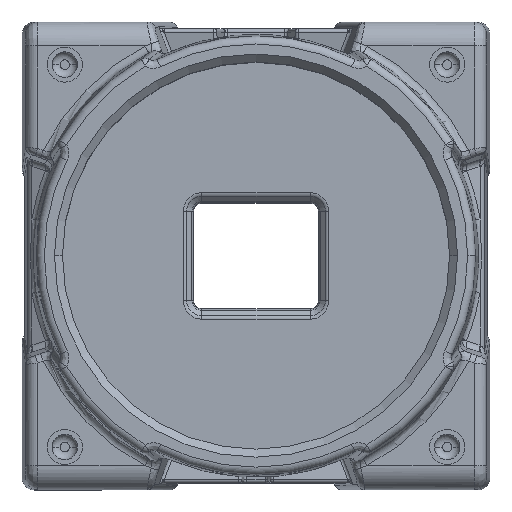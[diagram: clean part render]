
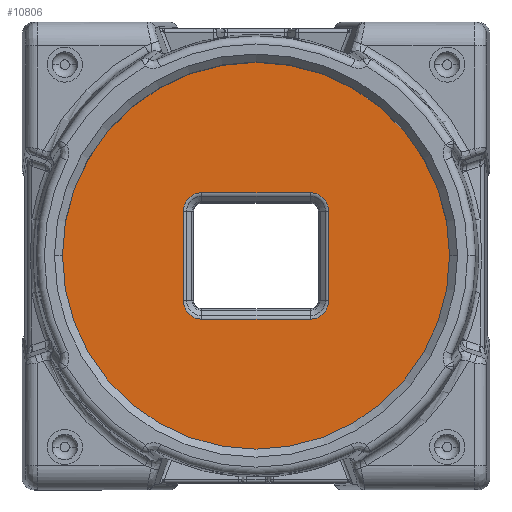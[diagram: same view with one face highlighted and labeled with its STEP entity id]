
A CAD part, top view. The second image highlights one B-rep face of the part: STEP entity #10806.
In plain terms, the highlighted planar face has unit normal (0, 0, 1).
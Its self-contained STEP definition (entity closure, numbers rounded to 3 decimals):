
#202 = DIRECTION ( 'NONE',  ( 1., 0., 0. ) ) ;
#440 = DIRECTION ( 'NONE',  ( 1., 0., 0. ) ) ;
#498 = EDGE_CURVE ( 'NONE', #9189, #8934, #10139, .T. ) ;
#923 = FACE_OUTER_BOUND ( 'NONE', #15115, .T. ) ;
#931 = VERTEX_POINT ( 'NONE', #1270 ) ;
#1270 = CARTESIAN_POINT ( 'NONE',  ( 4.568, 2.8, 7.9 ) ) ;
#1639 = LINE ( 'NONE', #18116, #11605 ) ;
#1696 = AXIS2_PLACEMENT_3D ( 'NONE', #12202, #10433, #7164 ) ;
#1968 = AXIS2_PLACEMENT_3D ( 'NONE', #14245, #17158, #18992 ) ;
#2035 = VERTEX_POINT ( 'NONE', #17610 ) ;
#2355 = VERTEX_POINT ( 'NONE', #14839 ) ;
#2380 = CIRCLE ( 'NONE', #16766, 1.168 ) ;
#2539 = EDGE_CURVE ( 'NONE', #17556, #6393, #7242, .T. ) ;
#2590 = FACE_BOUND ( 'NONE', #14157, .T. ) ;
#2957 = EDGE_CURVE ( 'NONE', #2355, #3940, #10924, .T. ) ;
#3044 = EDGE_CURVE ( 'NONE', #18338, #2035, #1639, .T. ) ;
#3111 = DIRECTION ( 'NONE',  ( 0., 0., 1. ) ) ;
#3193 = ORIENTED_EDGE ( 'NONE', *, *, #9558, .T. ) ;
#3346 = CIRCLE ( 'NONE', #10725, 12.15 ) ;
#3559 = ORIENTED_EDGE ( 'NONE', *, *, #11865, .T. ) ;
#3576 = PLANE ( 'NONE',  #1968 ) ;
#3899 = DIRECTION ( 'NONE',  ( 1., 0., 0. ) ) ;
#3940 = VERTEX_POINT ( 'NONE', #16790 ) ;
#4607 = VECTOR ( 'NONE', #19748, 1000. ) ;
#5032 = CARTESIAN_POINT ( 'NONE',  ( 4.568, 0., 7.9 ) ) ;
#6393 = VERTEX_POINT ( 'NONE', #9854 ) ;
#6865 = DIRECTION ( 'NONE',  ( 0., 0., -1. ) ) ;
#7164 = DIRECTION ( 'NONE',  ( 1., 0., 0. ) ) ;
#7242 = CIRCLE ( 'NONE', #10269, 1.168 ) ;
#7551 = CARTESIAN_POINT ( 'NONE',  ( -3.4, -3.968, 7.9 ) ) ;
#8174 = LINE ( 'NONE', #5032, #4607 ) ;
#8802 = DIRECTION ( 'NONE',  ( 0., 1., 0. ) ) ;
#8839 = VECTOR ( 'NONE', #8802, 1000. ) ;
#8924 = DIRECTION ( 'NONE',  ( 0., 0., 1. ) ) ;
#8934 = VERTEX_POINT ( 'NONE', #18845 ) ;
#9189 = VERTEX_POINT ( 'NONE', #19954 ) ;
#9313 = CARTESIAN_POINT ( 'NONE',  ( 0., 0., 7.9 ) ) ;
#9558 = EDGE_CURVE ( 'NONE', #13654, #18338, #2380, .T. ) ;
#9854 = CARTESIAN_POINT ( 'NONE',  ( -4.568, -2.8, 7.9 ) ) ;
#10044 = DIRECTION ( 'NONE',  ( 1., 0., 0. ) ) ;
#10139 = CIRCLE ( 'NONE', #14166, 12.15 ) ;
#10269 = AXIS2_PLACEMENT_3D ( 'NONE', #20812, #12719, #202 ) ;
#10433 = DIRECTION ( 'NONE',  ( 0., 0., -1. ) ) ;
#10434 = ORIENTED_EDGE ( 'NONE', *, *, #12356, .T. ) ;
#10439 = ORIENTED_EDGE ( 'NONE', *, *, #2957, .T. ) ;
#10725 = AXIS2_PLACEMENT_3D ( 'NONE', #18592, #8924, #3899 ) ;
#10806 = ADVANCED_FACE ( 'NONE', ( #2590, #923 ), #3576, .T. ) ;
#10924 = CIRCLE ( 'NONE', #16612, 1.168 ) ;
#11070 = ORIENTED_EDGE ( 'NONE', *, *, #498, .T. ) ;
#11589 = CARTESIAN_POINT ( 'NONE',  ( -3.4, 2.8, 7.9 ) ) ;
#11605 = VECTOR ( 'NONE', #13291, 1000. ) ;
#11615 = CARTESIAN_POINT ( 'NONE',  ( 0., -3.968, 7.9 ) ) ;
#11865 = EDGE_CURVE ( 'NONE', #2035, #931, #18796, .T. ) ;
#12202 = CARTESIAN_POINT ( 'NONE',  ( 3.4, 2.8, 7.9 ) ) ;
#12356 = EDGE_CURVE ( 'NONE', #3940, #17556, #14648, .T. ) ;
#12719 = DIRECTION ( 'NONE',  ( 0., 0., -1. ) ) ;
#12841 = DIRECTION ( 'NONE',  ( 0., 0., -1. ) ) ;
#13291 = DIRECTION ( 'NONE',  ( 1., 0., 0. ) ) ;
#13452 = CARTESIAN_POINT ( 'NONE',  ( -3.4, 3.968, 7.9 ) ) ;
#13654 = VERTEX_POINT ( 'NONE', #20450 ) ;
#14157 = EDGE_LOOP ( 'NONE', ( #10434, #15355, #18579, #3193, #15662, #3559, #18835, #10439 ) ) ;
#14166 = AXIS2_PLACEMENT_3D ( 'NONE', #9313, #3111, #10044 ) ;
#14245 = CARTESIAN_POINT ( 'NONE',  ( 0., 0., 7.9 ) ) ;
#14339 = CARTESIAN_POINT ( 'NONE',  ( 3.4, -2.8, 7.9 ) ) ;
#14541 = DIRECTION ( 'NONE',  ( 1., 0., 0. ) ) ;
#14648 = LINE ( 'NONE', #11615, #19502 ) ;
#14839 = CARTESIAN_POINT ( 'NONE',  ( 4.568, -2.8, 7.9 ) ) ;
#15115 = EDGE_LOOP ( 'NONE', ( #15747, #11070 ) ) ;
#15355 = ORIENTED_EDGE ( 'NONE', *, *, #2539, .T. ) ;
#15662 = ORIENTED_EDGE ( 'NONE', *, *, #3044, .T. ) ;
#15747 = ORIENTED_EDGE ( 'NONE', *, *, #17584, .T. ) ;
#16612 = AXIS2_PLACEMENT_3D ( 'NONE', #14339, #6865, #14541 ) ;
#16766 = AXIS2_PLACEMENT_3D ( 'NONE', #11589, #12841, #440 ) ;
#16790 = CARTESIAN_POINT ( 'NONE',  ( 3.4, -3.968, 7.9 ) ) ;
#16801 = EDGE_CURVE ( 'NONE', #931, #2355, #8174, .T. ) ;
#16873 = LINE ( 'NONE', #20378, #8839 ) ;
#17158 = DIRECTION ( 'NONE',  ( 0., 0., 1. ) ) ;
#17556 = VERTEX_POINT ( 'NONE', #7551 ) ;
#17584 = EDGE_CURVE ( 'NONE', #8934, #9189, #3346, .T. ) ;
#17610 = CARTESIAN_POINT ( 'NONE',  ( 3.4, 3.968, 7.9 ) ) ;
#18116 = CARTESIAN_POINT ( 'NONE',  ( 0., 3.968, 7.9 ) ) ;
#18338 = VERTEX_POINT ( 'NONE', #13452 ) ;
#18579 = ORIENTED_EDGE ( 'NONE', *, *, #19437, .T. ) ;
#18592 = CARTESIAN_POINT ( 'NONE',  ( 0., 0., 7.9 ) ) ;
#18796 = CIRCLE ( 'NONE', #1696, 1.168 ) ;
#18835 = ORIENTED_EDGE ( 'NONE', *, *, #16801, .T. ) ;
#18845 = CARTESIAN_POINT ( 'NONE',  ( 12.15, 0., 7.9 ) ) ;
#18992 = DIRECTION ( 'NONE',  ( 1., 0., 0. ) ) ;
#19186 = DIRECTION ( 'NONE',  ( -1., 0., 0. ) ) ;
#19437 = EDGE_CURVE ( 'NONE', #6393, #13654, #16873, .T. ) ;
#19502 = VECTOR ( 'NONE', #19186, 1000. ) ;
#19748 = DIRECTION ( 'NONE',  ( 0., -1., 0. ) ) ;
#19954 = CARTESIAN_POINT ( 'NONE',  ( -12.15, 0., 7.9 ) ) ;
#20378 = CARTESIAN_POINT ( 'NONE',  ( -4.568, 2.8, 7.9 ) ) ;
#20450 = CARTESIAN_POINT ( 'NONE',  ( -4.568, 2.8, 7.9 ) ) ;
#20812 = CARTESIAN_POINT ( 'NONE',  ( -3.4, -2.8, 7.9 ) ) ;
